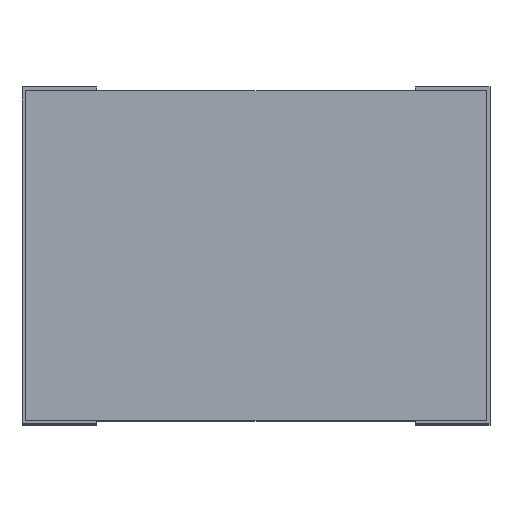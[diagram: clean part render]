
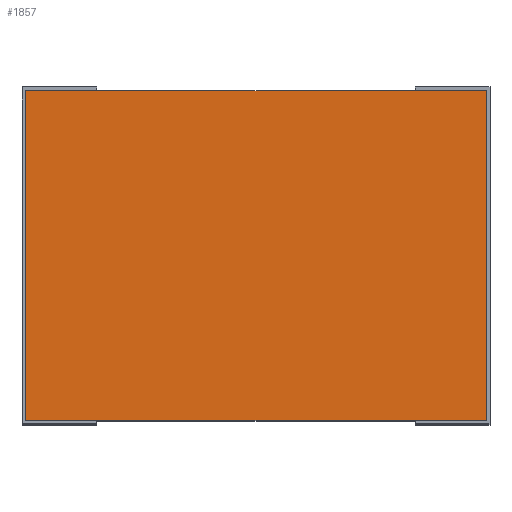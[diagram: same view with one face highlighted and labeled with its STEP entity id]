
A CAD part, top view. The second image highlights one B-rep face of the part: STEP entity #1857.
In plain terms, the highlighted planar face has unit normal (0, 0, 1).
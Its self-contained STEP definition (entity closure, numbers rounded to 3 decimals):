
#585=DIRECTION('',(0.,-1.,0.));
#586=VECTOR('',#585,0.88);
#587=CARTESIAN_POINT('',(-0.615,0.44,2.));
#588=LINE('',#587,#586);
#589=DIRECTION('',(-1.,0.,0.));
#590=VECTOR('',#589,1.23);
#591=CARTESIAN_POINT('',(0.615,0.44,2.));
#592=LINE('',#591,#590);
#593=DIRECTION('',(0.,1.,0.));
#594=VECTOR('',#593,0.88);
#595=CARTESIAN_POINT('',(0.615,-0.44,2.));
#596=LINE('',#595,#594);
#597=DIRECTION('',(1.,0.,0.));
#598=VECTOR('',#597,1.23);
#599=CARTESIAN_POINT('',(-0.615,-0.44,2.));
#600=LINE('',#599,#598);
#825=CARTESIAN_POINT('',(-0.615,0.44,2.));
#826=CARTESIAN_POINT('',(-0.615,-0.44,2.));
#827=VERTEX_POINT('',#825);
#828=VERTEX_POINT('',#826);
#829=CARTESIAN_POINT('',(0.615,-0.44,2.));
#830=VERTEX_POINT('',#829);
#831=CARTESIAN_POINT('',(0.615,0.44,2.));
#832=VERTEX_POINT('',#831);
#1846=CARTESIAN_POINT('',(0.,0.,2.));
#1847=DIRECTION('',(0.,0.,1.));
#1848=DIRECTION('',(1.,0.,0.));
#1849=AXIS2_PLACEMENT_3D('',#1846,#1847,#1848);
#1850=PLANE('',#1849);
#1851=ORIENTED_EDGE('',*,*,#1177,.F.);
#1852=ORIENTED_EDGE('',*,*,#1220,.F.);
#1853=ORIENTED_EDGE('',*,*,#1437,.F.);
#1854=ORIENTED_EDGE('',*,*,#1364,.F.);
#1855=EDGE_LOOP('',(#1851,#1852,#1853,#1854));
#1856=FACE_OUTER_BOUND('',#1855,.F.);
#1177=EDGE_CURVE('',#827,#828,#588,.T.);
#1220=EDGE_CURVE('',#832,#827,#592,.T.);
#1364=EDGE_CURVE('',#828,#830,#600,.T.);
#1437=EDGE_CURVE('',#830,#832,#596,.T.);
#1857=ADVANCED_FACE('',(#1856),#1850,.T.);
